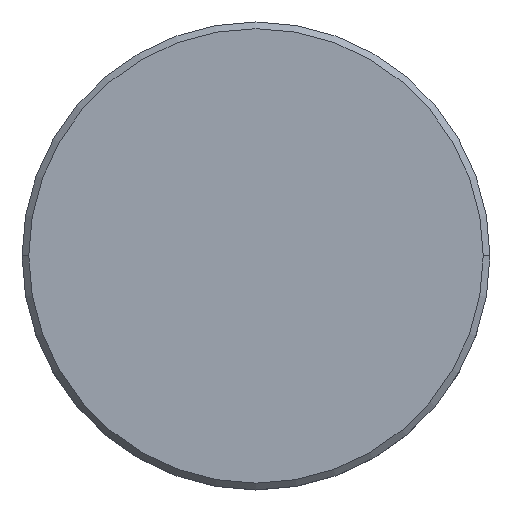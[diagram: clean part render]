
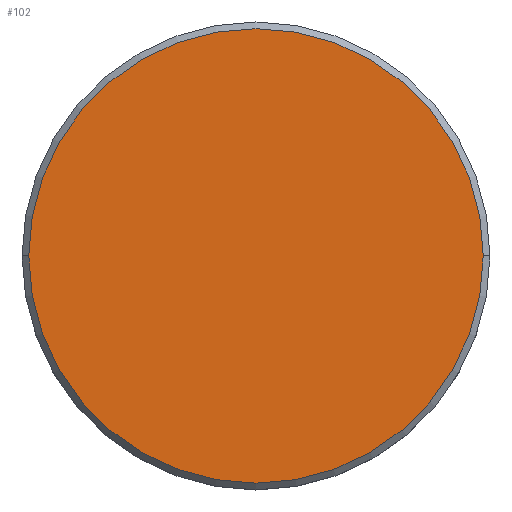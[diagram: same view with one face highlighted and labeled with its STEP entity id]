
A CAD part, top view. The second image highlights one B-rep face of the part: STEP entity #102.
In plain terms, the highlighted planar face has unit normal (0, 0, 1).
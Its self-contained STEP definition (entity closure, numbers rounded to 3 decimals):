
#18 = EDGE_CURVE ( 'NONE', #100, #63, #711, .T. ) ;
#63 = VERTEX_POINT ( 'NONE', #760 ) ;
#100 = VERTEX_POINT ( 'NONE', #918 ) ;
#102 = ADVANCED_FACE ( 'NONE', ( #469 ), #295, .T. ) ;
#103 = ORIENTED_EDGE ( 'NONE', *, *, #18, .T. ) ;
#121 = CARTESIAN_POINT ( 'NONE',  ( 0., 0., 0. ) ) ;
#184 = CARTESIAN_POINT ( 'NONE',  ( 0., 0., 0. ) ) ;
#201 = AXIS2_PLACEMENT_3D ( 'NONE', #478, #1025, #828 ) ;
#295 = PLANE ( 'NONE',  #730 ) ;
#429 = ORIENTED_EDGE ( 'NONE', *, *, #1024, .T. ) ;
#469 = FACE_OUTER_BOUND ( 'NONE', #737, .T. ) ;
#478 = CARTESIAN_POINT ( 'NONE',  ( 0., 0., 0. ) ) ;
#529 = AXIS2_PLACEMENT_3D ( 'NONE', #184, #539, #724 ) ;
#539 = DIRECTION ( 'NONE',  ( 0., 0., 1. ) ) ;
#544 = CIRCLE ( 'NONE', #529, 17. ) ;
#661 = DIRECTION ( 'NONE',  ( 0., 0., 1. ) ) ;
#711 = CIRCLE ( 'NONE', #201, 17. ) ;
#724 = DIRECTION ( 'NONE',  ( 1., 0., 0. ) ) ;
#730 = AXIS2_PLACEMENT_3D ( 'NONE', #121, #661, #1090 ) ;
#737 = EDGE_LOOP ( 'NONE', ( #103, #429 ) ) ;
#760 = CARTESIAN_POINT ( 'NONE',  ( 17., 0., 0. ) ) ;
#828 = DIRECTION ( 'NONE',  ( 1., 0., 0. ) ) ;
#918 = CARTESIAN_POINT ( 'NONE',  ( -17., 0., 0. ) ) ;
#1024 = EDGE_CURVE ( 'NONE', #63, #100, #544, .T. ) ;
#1025 = DIRECTION ( 'NONE',  ( 0., 0., 1. ) ) ;
#1090 = DIRECTION ( 'NONE',  ( 1., 0., 0. ) ) ;
